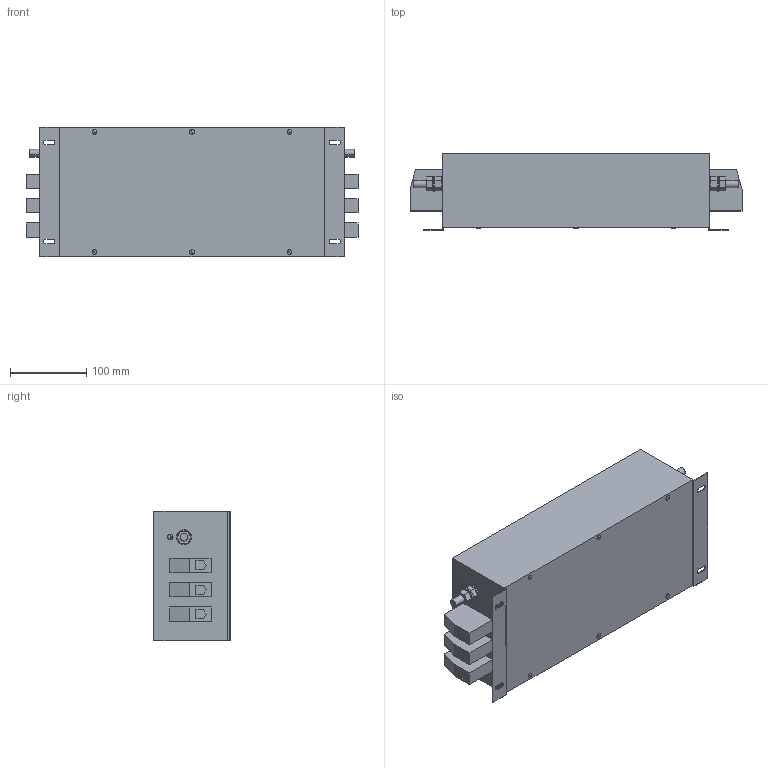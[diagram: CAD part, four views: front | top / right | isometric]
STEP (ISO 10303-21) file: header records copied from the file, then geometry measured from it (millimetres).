
FILE_DESCRIPTION (( 'STEP AP214' ), '1' );
FILE_NAME ('829295.STEP', '2024-01-19T13:57:45', ( '' ), ( '' ), 'SwSTEP 2.0', 'SolidWorks 2022', '' );
FILE_SCHEMA (( 'AUTOMOTIVE_DESIGN' ));
Length unit declared in the file: millimetre
Products named in the file (1): 829295
Bounding box: 436 x 100.05 x 170 mm (x, y, z)
Volume: 6042730.9 mm3; surface area: 281495.6 mm2
Topology: 1 solids, 15 shells, 359 faces, 816 edges, 530 vertices
Faces by surface type: plane 255, cylinder 92, sphere 12
Entity records: 10080 total; most frequent: DIRECTION 1792, CARTESIAN_POINT 1706, ORIENTED_EDGE 1632, EDGE_CURVE 816, AXIS2_PLACEMENT_3D 616, LINE 560, VECTOR 560, VERTEX_POINT 530
